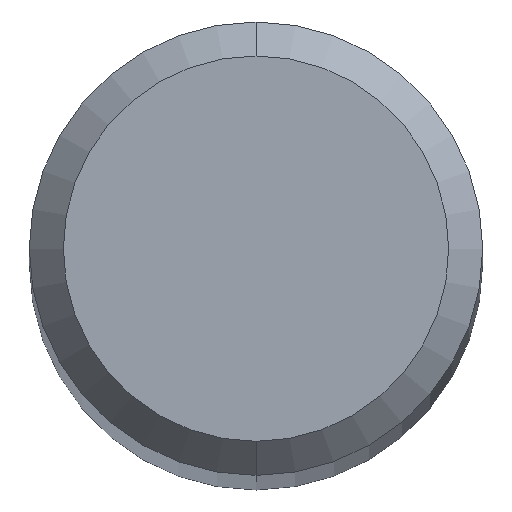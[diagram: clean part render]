
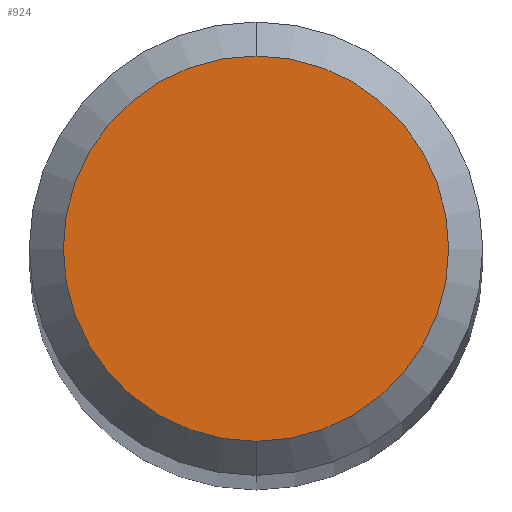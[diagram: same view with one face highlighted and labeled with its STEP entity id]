
A CAD part, top view. The second image highlights one B-rep face of the part: STEP entity #924.
In plain terms, the highlighted planar face has unit normal (0, 0, 1).
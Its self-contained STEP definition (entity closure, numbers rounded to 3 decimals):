
#496=VERTEX_POINT('',#1277);
#724=EDGE_CURVE('',#496,#970,#1522,.T.);
#924=ADVANCED_FACE('',(#1745),#1746,.T.);
#970=VERTEX_POINT('',#1794);
#1032=EDGE_CURVE('',#970,#496,#1863,.T.);
#1277=CARTESIAN_POINT('',(0.,-1.7,0.0));
#1522=CIRCLE('',#10398,1.7);
#1745=FACE_OUTER_BOUND('',#18356,.T.);
#1746=PLANE('',#18357);
#1794=CARTESIAN_POINT('',(0.0,1.7,0.0));
#1863=CIRCLE('',#19638,1.7);
#10398=AXIS2_PLACEMENT_3D('',#25668,#25669,#25670);
#18356=EDGE_LOOP('',(#25941,#25942));
#18357=AXIS2_PLACEMENT_3D('',#25943,#25944,#25945);
#19638=AXIS2_PLACEMENT_3D('',#26040,#26041,#26042);
#25668=CARTESIAN_POINT('',(0.0,0.0,0.0));
#25669=DIRECTION('',(0.0,0.0,-1.0));
#25670=DIRECTION('',(0.0,1.0,0.0));
#25941=ORIENTED_EDGE('',*,*,#1032,.F.);
#25942=ORIENTED_EDGE('',*,*,#724,.F.);
#25943=CARTESIAN_POINT('',(0.0,0.85,0.0));
#25944=DIRECTION('',(-0.0,0.0,1.0));
#25945=DIRECTION('',(0.0,-1.0,0.0));
#26040=CARTESIAN_POINT('',(0.0,0.0,0.0));
#26041=DIRECTION('',(0.0,0.0,-1.0));
#26042=DIRECTION('',(0.0,1.0,0.0));
